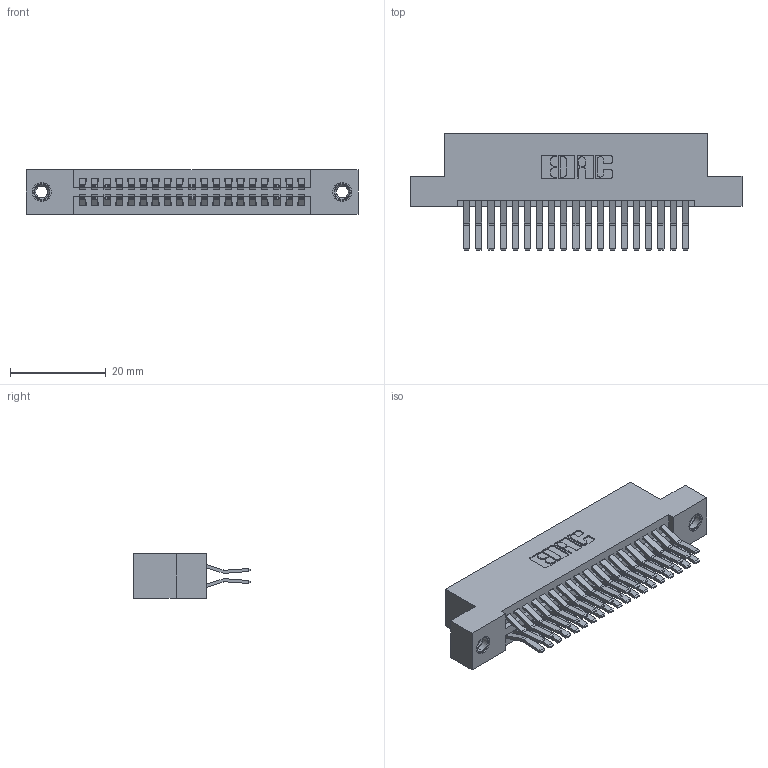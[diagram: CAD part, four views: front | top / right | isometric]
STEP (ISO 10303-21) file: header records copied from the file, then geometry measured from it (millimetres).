
FILE_DESCRIPTION (( 'STEP AP203' ), '1' );
FILE_NAME ('395-038-560-207.STEP', '2019-10-18T04:41:14', ( '' ), ( '' ), 'SwSTEP 2.0', 'SolidWorks 2016', '' );
FILE_SCHEMA (( 'CONFIG_CONTROL_DESIGN' ));
Length unit declared in the file: inch
Products named in the file (4): 345 Part_Flush Mounting Lugs - 0.156 Dia-TI; 345-292-001_560 Tail; 345-250-001_345-250-005-103; 395-038-560-207
Assembly tree (41 placements, depth 2):
  395-038-560-207
    345 Part_Flush Mounting Lugs - 0.156 Dia-TI
    345-292-001_560 Tail  x38
    345-250-001_345-250-005-103  x2
Bounding box: 69.47 x 24.45 x 9.4 mm (x, y, z)
Volume: 6770.4 mm3; surface area: 10230.7 mm2
Topology: 41 solids, 41 shells, 2162 faces, 6367 edges, 4186 vertices
Faces by surface type: plane 1366, cylinder 780, cone 12, torus 4
Entity records: 19278 total; most frequent: CARTESIAN_POINT 3235, ORIENTED_EDGE 3162, DIRECTION 2911, EDGE_CURVE 1581, VECTOR 1349, LINE 1349, VERTEX_POINT 1048, AXIS2_PLACEMENT_3D 781
